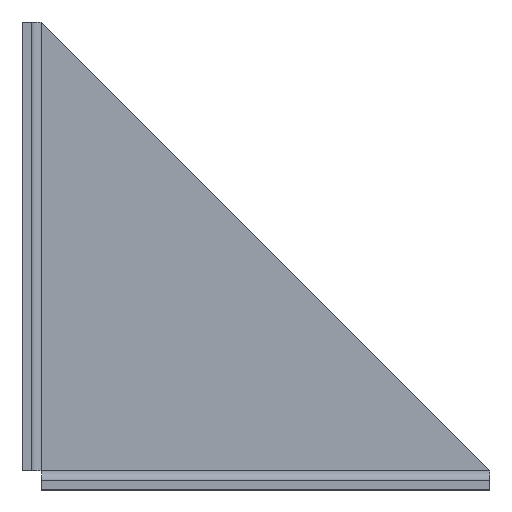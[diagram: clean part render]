
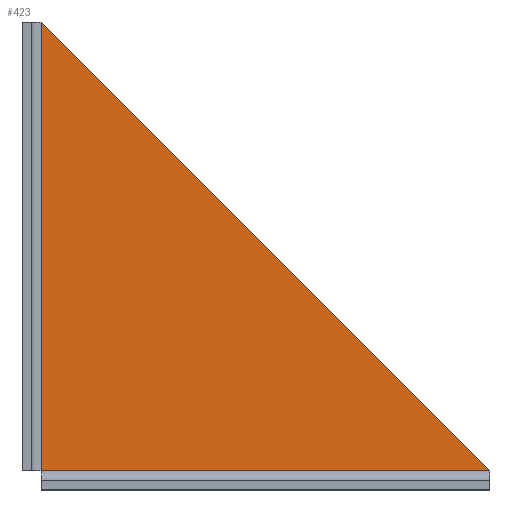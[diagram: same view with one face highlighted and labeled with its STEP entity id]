
A CAD part, top view. The second image highlights one B-rep face of the part: STEP entity #423.
In plain terms, the highlighted planar face has unit normal (0, 0, 1).
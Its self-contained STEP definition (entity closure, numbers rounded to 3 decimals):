
#55=FACE_OUTER_BOUND('',#91,.T.);
#91=EDGE_LOOP('',(#369,#370,#371));
#126=LINE('',#654,#162);
#147=LINE('',#725,#183);
#148=LINE('',#727,#184);
#162=VECTOR('',#525,10.);
#183=VECTOR('',#604,10.);
#184=VECTOR('',#607,10.);
#192=VERTEX_POINT('',#629);
#201=VERTEX_POINT('',#653);
#204=VERTEX_POINT('',#660);
#237=EDGE_CURVE('',#201,#192,#126,.T.);
#273=EDGE_CURVE('',#204,#201,#147,.T.);
#274=EDGE_CURVE('',#204,#192,#148,.T.);
#369=ORIENTED_EDGE('',*,*,#237,.T.);
#370=ORIENTED_EDGE('',*,*,#274,.F.);
#371=ORIENTED_EDGE('',*,*,#273,.T.);
#402=PLANE('',#490);
#423=ADVANCED_FACE('',(#55),#402,.T.);
#490=AXIS2_PLACEMENT_3D('',#726,#605,#606);
#525=DIRECTION('',(1.,0.,0.));
#604=DIRECTION('',(0.,-1.,0.));
#605=DIRECTION('center_axis',(0.,0.,1.));
#606=DIRECTION('ref_axis',(1.,0.,0.));
#607=DIRECTION('',(0.707,-0.707,0.));
#629=CARTESIAN_POINT('',(96.,4.,2.));
#653=CARTESIAN_POINT('',(4.,4.,2.));
#654=CARTESIAN_POINT('',(73.,4.,2.));
#660=CARTESIAN_POINT('',(4.,96.,2.));
#725=CARTESIAN_POINT('',(4.,25.,2.));
#726=CARTESIAN_POINT('Origin',(50.,50.,2.));
#727=CARTESIAN_POINT('',(100.,0.,2.));
